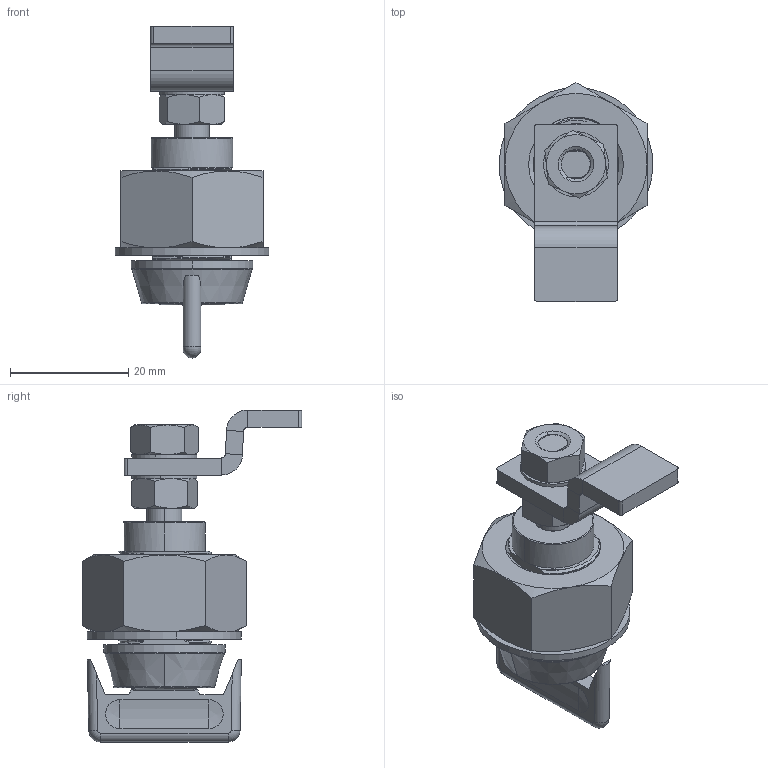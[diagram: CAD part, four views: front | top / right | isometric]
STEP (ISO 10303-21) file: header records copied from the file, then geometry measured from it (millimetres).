
FILE_DESCRIPTION (( 'STEP AP214' ), '1' );
FILE_NAME ('3531 Quarter Turn Wing Knob Compression Latch .SLDPRT.STEP', '2023-10-11T00:01:47', ( '' ), ( '' ), 'SwSTEP 2.0', 'SolidWorks 2023', '' );
FILE_SCHEMA (( 'AUTOMOTIVE_DESIGN' ));
Length unit declared in the file: millimetre
Products named in the file (10): 3531 Quarter Turn Wing Knob Compression Latch Face gasket ; toothed lock washer_a_jis_JIS B 1255 A 16; toothed lock washer_a_jis_JIS B 1255 A 6; 3531 Quarter Turn Wing Knob Compression Latchpull stud; hexagon nut_2 fine_jis_JIS B 1181 Hexagon nut - Class 2 Finished M16x1.5 --N; 3531 Quarter Turn Wing Knob Compression Latch Body; 3531 Quarter Turn Wing Knob Compression Latch Cam Bar ; hexagon nut_2_jis_JIS B 1181 Hexagon nut - Class 2 Finished M6 --N; 3531 Quarter Turn Wing Knob Compression Latch .SLDPRT; 3531 Quarter Turn Wing Knob Compression Latch Wing
Assembly tree (11 placements, depth 2):
  3531 Quarter Turn Wing Knob Compression Latch .SLDPRT
    3531 Quarter Turn Wing Knob Compression Latch Body
    3531 Quarter Turn Wing Knob Compression Latch Wing
    toothed lock washer_a_jis_JIS B 1255 A 16
    hexagon nut_2 fine_jis_JIS B 1181 Hexagon nut - Class 2 Finished M16x1.5 --N
    3531 Quarter Turn Wing Knob Compression Latchpull stud
    hexagon nut_2_jis_JIS B 1181 Hexagon nut - Class 2 Finished M6 --N  x2
    toothed lock washer_a_jis_JIS B 1255 A 6  x2
    3531 Quarter Turn Wing Knob Compression Latch Cam Bar 
    3531 Quarter Turn Wing Knob Compression Latch Face gasket 
Bounding box: 26 x 37.05 x 56.1 mm (x, y, z)
Volume: 13082 mm3; surface area: 10162 mm2
Topology: 11 solids, 11 shells, 605 faces, 1635 edges, 1057 vertices
Faces by surface type: bspline 201, cylinder 191, plane 140, cone 50, torus 19, sphere 4
Entity records: 136362 total; most frequent: CARTESIAN_POINT 124903, ORIENTED_EDGE 2922, DIRECTION 1691, EDGE_CURVE 1461, VERTEX_POINT 947, AXIS2_PLACEMENT_3D 620, EDGE_LOOP 556, ADVANCED_FACE 537
